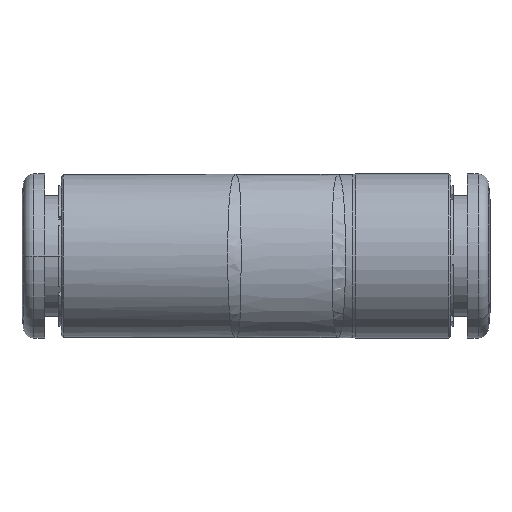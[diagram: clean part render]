
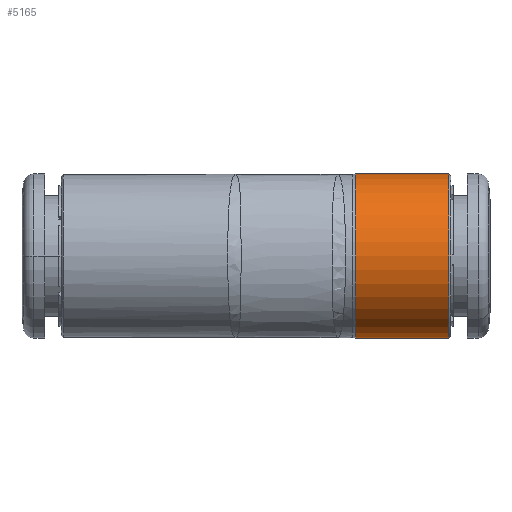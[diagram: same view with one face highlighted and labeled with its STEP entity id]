
A CAD part, left-side view. The second image highlights one B-rep face of the part: STEP entity #5165.
In plain terms, the highlighted cylindrical face has radius 8 mm (diameter 16 mm), a partial arc.
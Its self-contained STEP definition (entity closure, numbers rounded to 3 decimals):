
#194 = LINE ( 'NONE', #5555, #4296 ) ;
#373 = CARTESIAN_POINT ( 'NONE',  ( 0., 24.692, 8. ) ) ;
#1271 = DIRECTION ( 'NONE',  ( 0., 0., 1. ) ) ;
#1388 = DIRECTION ( 'NONE',  ( 0., 1., 0. ) ) ;
#1927 = DIRECTION ( 'NONE',  ( 0., 0., 1. ) ) ;
#2737 = VECTOR ( 'NONE', #8744, 1000. ) ;
#3408 = ORIENTED_EDGE ( 'NONE', *, *, #5563, .T. ) ;
#3873 = CIRCLE ( 'NONE', #11083, 8. ) ;
#4016 = CARTESIAN_POINT ( 'NONE',  ( 0., 24.692, 0. ) ) ;
#4129 = VERTEX_POINT ( 'NONE', #6663 ) ;
#4235 = CIRCLE ( 'NONE', #9737, 8. ) ;
#4296 = VECTOR ( 'NONE', #7443, 1000. ) ;
#4635 = EDGE_CURVE ( 'NONE', #11081, #5207, #3873, .T. ) ;
#5165 = ADVANCED_FACE ( 'NONE', ( #8702 ), #9487, .T. ) ;
#5207 = VERTEX_POINT ( 'NONE', #10438 ) ;
#5392 = AXIS2_PLACEMENT_3D ( 'NONE', #4016, #1388, #1271 ) ;
#5523 = DIRECTION ( 'NONE',  ( 0., 1., 0. ) ) ;
#5555 = CARTESIAN_POINT ( 'NONE',  ( 0., 24.692, -8. ) ) ;
#5563 = EDGE_CURVE ( 'NONE', #4129, #5207, #9414, .T. ) ;
#5701 = EDGE_LOOP ( 'NONE', ( #10550, #8318, #3408, #7512 ) ) ;
#5865 = CARTESIAN_POINT ( 'NONE',  ( 0., -20.8, -8. ) ) ;
#5963 = CARTESIAN_POINT ( 'NONE',  ( 0., -11.735, -8. ) ) ;
#6290 = DIRECTION ( 'NONE',  ( 0., 0., 1. ) ) ;
#6663 = CARTESIAN_POINT ( 'NONE',  ( 0., -20.8, 8. ) ) ;
#6714 = EDGE_CURVE ( 'NONE', #6888, #11081, #194, .T. ) ;
#6888 = VERTEX_POINT ( 'NONE', #5865 ) ;
#7292 = CARTESIAN_POINT ( 'NONE',  ( 0., -11.735, 0. ) ) ;
#7443 = DIRECTION ( 'NONE',  ( 0., 1., 0. ) ) ;
#7512 = ORIENTED_EDGE ( 'NONE', *, *, #4635, .F. ) ;
#7884 = DIRECTION ( 'NONE',  ( 0., 1., 0. ) ) ;
#8318 = ORIENTED_EDGE ( 'NONE', *, *, #8562, .T. ) ;
#8562 = EDGE_CURVE ( 'NONE', #6888, #4129, #4235, .T. ) ;
#8702 = FACE_OUTER_BOUND ( 'NONE', #5701, .T. ) ;
#8744 = DIRECTION ( 'NONE',  ( 0., 1., 0. ) ) ;
#9414 = LINE ( 'NONE', #373, #2737 ) ;
#9487 = CYLINDRICAL_SURFACE ( 'NONE', #5392, 8. ) ;
#9737 = AXIS2_PLACEMENT_3D ( 'NONE', #10751, #7884, #6290 ) ;
#10438 = CARTESIAN_POINT ( 'NONE',  ( 0., -11.735, 8. ) ) ;
#10550 = ORIENTED_EDGE ( 'NONE', *, *, #6714, .F. ) ;
#10751 = CARTESIAN_POINT ( 'NONE',  ( 0., -20.8, 0. ) ) ;
#11081 = VERTEX_POINT ( 'NONE', #5963 ) ;
#11083 = AXIS2_PLACEMENT_3D ( 'NONE', #7292, #5523, #1927 ) ;
